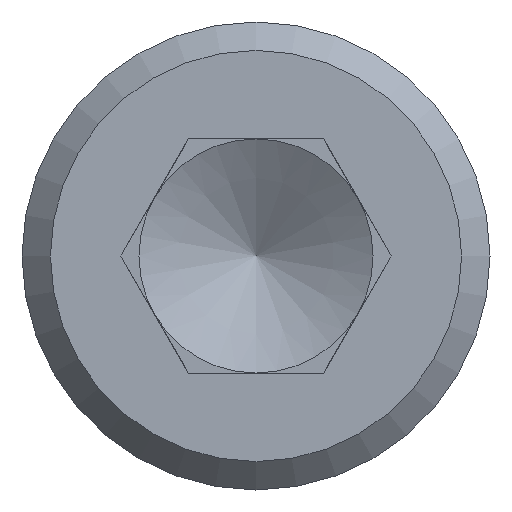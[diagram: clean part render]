
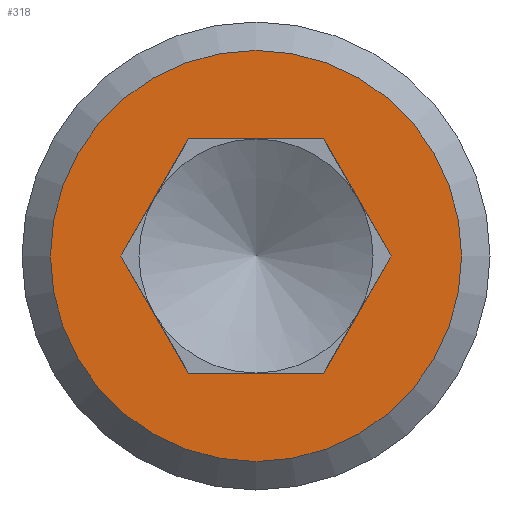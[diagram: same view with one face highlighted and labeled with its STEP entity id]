
A CAD part, left-side view. The second image highlights one B-rep face of the part: STEP entity #318.
In plain terms, the highlighted planar face has unit normal (-1, 0, 0).
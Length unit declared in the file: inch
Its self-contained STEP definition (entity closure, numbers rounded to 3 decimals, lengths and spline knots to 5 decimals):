
#16=LINE('',#499,#40);
#17=LINE('',#501,#41);
#18=LINE('',#503,#42);
#19=LINE('',#505,#43);
#20=LINE('',#507,#44);
#21=LINE('',#508,#45);
#40=VECTOR('',#411,0.09024);
#41=VECTOR('',#412,0.09024);
#42=VECTOR('',#413,0.09024);
#43=VECTOR('',#414,0.09024);
#44=VECTOR('',#415,0.09024);
#45=VECTOR('',#416,0.09024);
#64=PLANE('',#354);
#86=FACE_BOUND('',#122,.T.);
#95=FACE_OUTER_BOUND('',#121,.T.);
#121=EDGE_LOOP('',(#229));
#122=EDGE_LOOP('',(#230,#231,#232,#233,#234,#235));
#150=CIRCLE('',#353,0.13725);
#163=VERTEX_POINT('',#494);
#164=VERTEX_POINT('',#497);
#165=VERTEX_POINT('',#498);
#166=VERTEX_POINT('',#500);
#167=VERTEX_POINT('',#502);
#168=VERTEX_POINT('',#504);
#169=VERTEX_POINT('',#506);
#188=EDGE_CURVE('',#163,#163,#150,.T.);
#189=EDGE_CURVE('',#164,#165,#16,.T.);
#190=EDGE_CURVE('',#166,#165,#17,.T.);
#191=EDGE_CURVE('',#166,#167,#18,.T.);
#192=EDGE_CURVE('',#167,#168,#19,.T.);
#193=EDGE_CURVE('',#169,#168,#20,.T.);
#194=EDGE_CURVE('',#164,#169,#21,.T.);
#229=ORIENTED_EDGE('',*,*,#188,.T.);
#230=ORIENTED_EDGE('',*,*,#189,.T.);
#231=ORIENTED_EDGE('',*,*,#190,.F.);
#232=ORIENTED_EDGE('',*,*,#191,.T.);
#233=ORIENTED_EDGE('',*,*,#192,.T.);
#234=ORIENTED_EDGE('',*,*,#193,.F.);
#235=ORIENTED_EDGE('',*,*,#194,.F.);
#318=ADVANCED_FACE('',(#95,#86),#64,.T.);
#353=AXIS2_PLACEMENT_3D('',#495,#407,#408);
#354=AXIS2_PLACEMENT_3D('',#496,#409,#410);
#407=DIRECTION('center_axis',(-1.,0.,0.));
#408=DIRECTION('ref_axis',(0.,0.,1.));
#409=DIRECTION('center_axis',(-1.,0.,0.));
#410=DIRECTION('ref_axis',(0.,0.,1.));
#411=DIRECTION('',(0.,-0.5,0.866));
#412=DIRECTION('',(0.,1.,0.));
#413=DIRECTION('',(0.,-0.5,-0.866));
#414=DIRECTION('',(0.,0.5,-0.866));
#415=DIRECTION('',(0.,-1.,0.));
#416=DIRECTION('',(0.,-0.5,-0.866));
#494=CARTESIAN_POINT('',(0.,0.,-0.13725));
#495=CARTESIAN_POINT('Origin',(0.,0.,0.));
#496=CARTESIAN_POINT('Origin',(0.,0.,0.));
#497=CARTESIAN_POINT('',(0.,0.09024,0.));
#498=CARTESIAN_POINT('',(0.,0.04512,0.07815));
#499=CARTESIAN_POINT('',(0.,0.09024,0.));
#500=CARTESIAN_POINT('',(0.,-0.04512,0.07815));
#501=CARTESIAN_POINT('',(0.,-0.04512,0.07815));
#502=CARTESIAN_POINT('',(0.,-0.09024,0.));
#503=CARTESIAN_POINT('',(0.,-0.04512,0.07815));
#504=CARTESIAN_POINT('',(0.,-0.04512,-0.07815));
#505=CARTESIAN_POINT('',(0.,-0.09024,0.));
#506=CARTESIAN_POINT('',(0.,0.04512,-0.07815));
#507=CARTESIAN_POINT('',(0.,0.04512,-0.07815));
#508=CARTESIAN_POINT('',(0.,0.09024,0.));
